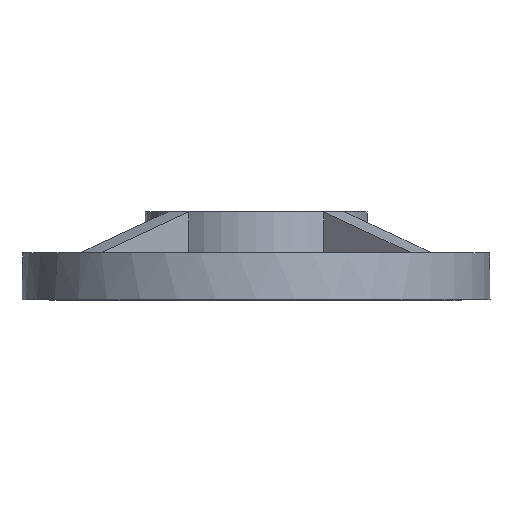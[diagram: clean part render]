
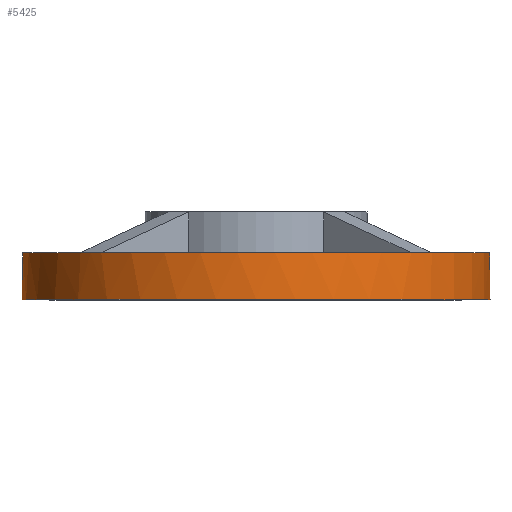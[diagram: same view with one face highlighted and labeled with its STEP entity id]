
A CAD part, top view. The second image highlights one B-rep face of the part: STEP entity #5425.
In plain terms, the highlighted cylindrical face has radius 40 mm (diameter 80 mm), a full revolution.
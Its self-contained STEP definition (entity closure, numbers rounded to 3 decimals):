
#100 = CIRCLE ( 'NONE', #11590, 40. ) ;
#220 = ORIENTED_EDGE ( 'NONE', *, *, #2755, .F. ) ;
#299 = CIRCLE ( 'NONE', #854, 40. ) ;
#854 = AXIS2_PLACEMENT_3D ( 'NONE', #8414, #2530, #9510 ) ;
#877 = VERTEX_POINT ( 'NONE', #3703 ) ;
#975 = CARTESIAN_POINT ( 'NONE',  ( 0., 8., 0. ) ) ;
#1010 = VERTEX_POINT ( 'NONE', #6023 ) ;
#1297 = CARTESIAN_POINT ( 'NONE',  ( 29.997, 8., -26.461 ) ) ;
#1462 = VERTEX_POINT ( 'NONE', #3976 ) ;
#1779 = EDGE_CURVE ( 'NONE', #1908, #1908, #299, .T. ) ;
#1881 = EDGE_CURVE ( 'NONE', #2505, #8396, #2156, .T. ) ;
#1908 = VERTEX_POINT ( 'NONE', #9143 ) ;
#2156 =( BOUNDED_CURVE ( )  B_SPLINE_CURVE ( 3, ( #2717, #3768, #3683, #2835 ),
 .UNSPECIFIED., .F., .T. ) 
 B_SPLINE_CURVE_WITH_KNOTS ( ( 4, 4 ),
 ( 3.079, 3.204 ),
 .UNSPECIFIED. ) 
 CURVE ( )  GEOMETRIC_REPRESENTATION_ITEM ( )  RATIONAL_B_SPLINE_CURVE ( ( 1., 0.999, 0.999, 1. ) ) 
 REPRESENTATION_ITEM ( '' )  );
#2331 = CARTESIAN_POINT ( 'NONE',  ( -26.461, 8., 29.997 ) ) ;
#2505 = VERTEX_POINT ( 'NONE', #7922 ) ;
#2530 = DIRECTION ( 'NONE',  ( 0., 1., 0. ) ) ;
#2534 = ORIENTED_EDGE ( 'NONE', *, *, #1881, .T. ) ;
#2717 = CARTESIAN_POINT ( 'NONE',  ( 29.997, 8., 26.461 ) ) ;
#2755 = EDGE_CURVE ( 'NONE', #2505, #6810, #10702, .T. ) ;
#2835 = CARTESIAN_POINT ( 'NONE',  ( 26.461, 8., 29.997 ) ) ;
#2977 = AXIS2_PLACEMENT_3D ( 'NONE', #975, #5722, #6765 ) ;
#3145 = AXIS2_PLACEMENT_3D ( 'NONE', #10557, #10464, #9385 ) ;
#3371 = CARTESIAN_POINT ( 'NONE',  ( -28.893, 8.028, 27.713 ) ) ;
#3372 = CARTESIAN_POINT ( 'NONE',  ( -29.997, 8., -26.461 ) ) ;
#3683 = CARTESIAN_POINT ( 'NONE',  ( 27.713, 8.028, 28.893 ) ) ;
#3703 = CARTESIAN_POINT ( 'NONE',  ( -26.461, 8., -29.997 ) ) ;
#3768 = CARTESIAN_POINT ( 'NONE',  ( 28.893, 8.028, 27.713 ) ) ;
#3976 = CARTESIAN_POINT ( 'NONE',  ( -29.997, 8., 26.461 ) ) ;
#4112 = EDGE_CURVE ( 'NONE', #1010, #6810, #12604, .T. ) ;
#4175 = CARTESIAN_POINT ( 'NONE',  ( -28.893, 8.028, -27.713 ) ) ;
#4224 = CARTESIAN_POINT ( 'NONE',  ( -27.713, 8.028, -28.893 ) ) ;
#4364 = EDGE_LOOP ( 'NONE', ( #8021, #4639, #9854, #6468, #4366, #5451, #220, #2534 ) ) ;
#4366 = ORIENTED_EDGE ( 'NONE', *, *, #7232, .F. ) ;
#4420 =( BOUNDED_CURVE ( )  B_SPLINE_CURVE ( 3, ( #3372, #4175, #4224, #11083 ),
 .UNSPECIFIED., .F., .T. ) 
 B_SPLINE_CURVE_WITH_KNOTS ( ( 4, 4 ),
 ( 3.079, 3.204 ),
 .UNSPECIFIED. ) 
 CURVE ( )  GEOMETRIC_REPRESENTATION_ITEM ( )  RATIONAL_B_SPLINE_CURVE ( ( 1., 0.999, 0.999, 1. ) ) 
 REPRESENTATION_ITEM ( '' )  );
#4639 = ORIENTED_EDGE ( 'NONE', *, *, #7504, .T. ) ;
#5299 = FACE_OUTER_BOUND ( 'NONE', #4364, .T. ) ;
#5363 =( BOUNDED_CURVE ( )  B_SPLINE_CURVE ( 3, ( #12141, #9292, #3371, #12100 ),
 .UNSPECIFIED., .F., .F. ) 
 B_SPLINE_CURVE_WITH_KNOTS ( ( 4, 4 ),
 ( 3.079, 3.204 ),
 .UNSPECIFIED. ) 
 CURVE ( )  GEOMETRIC_REPRESENTATION_ITEM ( )  RATIONAL_B_SPLINE_CURVE ( ( 1., 0.999, 0.999, 1. ) ) 
 REPRESENTATION_ITEM ( '' )  );
#5425 = ADVANCED_FACE ( 'NONE', ( #5299, #12679 ), #7489, .T. ) ;
#5451 = ORIENTED_EDGE ( 'NONE', *, *, #4112, .T. ) ;
#5456 = CARTESIAN_POINT ( 'NONE',  ( 0., 8., 0. ) ) ;
#5722 = DIRECTION ( 'NONE',  ( 0., -1., 0. ) ) ;
#5992 = AXIS2_PLACEMENT_3D ( 'NONE', #5456, #10351, #6357 ) ;
#6023 = CARTESIAN_POINT ( 'NONE',  ( 26.461, 8., -29.997 ) ) ;
#6125 = DIRECTION ( 'NONE',  ( 0., 1., 0. ) ) ;
#6356 = DIRECTION ( 'NONE',  ( 0., 0., 1. ) ) ;
#6357 = DIRECTION ( 'NONE',  ( 0., 0., 1. ) ) ;
#6468 = ORIENTED_EDGE ( 'NONE', *, *, #11245, .T. ) ;
#6552 = VERTEX_POINT ( 'NONE', #2331 ) ;
#6734 = EDGE_CURVE ( 'NONE', #6552, #8396, #100, .T. ) ;
#6765 = DIRECTION ( 'NONE',  ( 0., 0., -1. ) ) ;
#6810 = VERTEX_POINT ( 'NONE', #7916 ) ;
#7232 = EDGE_CURVE ( 'NONE', #1010, #877, #7914, .T. ) ;
#7271 = CIRCLE ( 'NONE', #5992, 40. ) ;
#7351 = DIRECTION ( 'NONE',  ( 0., 1., 0. ) ) ;
#7489 = CYLINDRICAL_SURFACE ( 'NONE', #2977, 40. ) ;
#7504 = EDGE_CURVE ( 'NONE', #6552, #1462, #5363, .T. ) ;
#7868 = CARTESIAN_POINT ( 'NONE',  ( 26.461, 8., 29.997 ) ) ;
#7914 = CIRCLE ( 'NONE', #3145, 40. ) ;
#7916 = CARTESIAN_POINT ( 'NONE',  ( 29.997, 8., -26.461 ) ) ;
#7922 = CARTESIAN_POINT ( 'NONE',  ( 29.997, 8., 26.461 ) ) ;
#7957 = CARTESIAN_POINT ( 'NONE',  ( 27.713, 8.028, -28.893 ) ) ;
#8009 = EDGE_CURVE ( 'NONE', #9907, #1462, #7271, .T. ) ;
#8021 = ORIENTED_EDGE ( 'NONE', *, *, #6734, .F. ) ;
#8348 = CARTESIAN_POINT ( 'NONE',  ( 0., 8., 0. ) ) ;
#8396 = VERTEX_POINT ( 'NONE', #7868 ) ;
#8414 = CARTESIAN_POINT ( 'NONE',  ( 0., 0., 0. ) ) ;
#8747 = CARTESIAN_POINT ( 'NONE',  ( -29.997, 8., -26.461 ) ) ;
#8970 = AXIS2_PLACEMENT_3D ( 'NONE', #11987, #6125, #10247 ) ;
#9143 = CARTESIAN_POINT ( 'NONE',  ( 0., 0., 40. ) ) ;
#9292 = CARTESIAN_POINT ( 'NONE',  ( -27.713, 8.028, 28.893 ) ) ;
#9385 = DIRECTION ( 'NONE',  ( 0., 0., 1. ) ) ;
#9510 = DIRECTION ( 'NONE',  ( 0., 0., 1. ) ) ;
#9733 = EDGE_LOOP ( 'NONE', ( #10171 ) ) ;
#9854 = ORIENTED_EDGE ( 'NONE', *, *, #8009, .F. ) ;
#9907 = VERTEX_POINT ( 'NONE', #8747 ) ;
#10171 = ORIENTED_EDGE ( 'NONE', *, *, #1779, .T. ) ;
#10247 = DIRECTION ( 'NONE',  ( 0., 0., 1. ) ) ;
#10351 = DIRECTION ( 'NONE',  ( 0., 1., 0. ) ) ;
#10464 = DIRECTION ( 'NONE',  ( 0., 1., 0. ) ) ;
#10557 = CARTESIAN_POINT ( 'NONE',  ( 0., 8., 0. ) ) ;
#10702 = CIRCLE ( 'NONE', #8970, 40. ) ;
#10989 = CARTESIAN_POINT ( 'NONE',  ( 28.893, 8.028, -27.713 ) ) ;
#11083 = CARTESIAN_POINT ( 'NONE',  ( -26.461, 8., -29.997 ) ) ;
#11245 = EDGE_CURVE ( 'NONE', #9907, #877, #4420, .T. ) ;
#11590 = AXIS2_PLACEMENT_3D ( 'NONE', #8348, #7351, #6356 ) ;
#11787 = CARTESIAN_POINT ( 'NONE',  ( 26.461, 8., -29.997 ) ) ;
#11987 = CARTESIAN_POINT ( 'NONE',  ( 0., 8., 0. ) ) ;
#12100 = CARTESIAN_POINT ( 'NONE',  ( -29.997, 8., 26.461 ) ) ;
#12141 = CARTESIAN_POINT ( 'NONE',  ( -26.461, 8., 29.997 ) ) ;
#12604 =( BOUNDED_CURVE ( )  B_SPLINE_CURVE ( 3, ( #11787, #7957, #10989, #1297 ),
 .UNSPECIFIED., .F., .T. ) 
 B_SPLINE_CURVE_WITH_KNOTS ( ( 4, 4 ),
 ( 3.079, 3.204 ),
 .UNSPECIFIED. ) 
 CURVE ( )  GEOMETRIC_REPRESENTATION_ITEM ( )  RATIONAL_B_SPLINE_CURVE ( ( 1., 0.999, 0.999, 1. ) ) 
 REPRESENTATION_ITEM ( '' )  );
#12679 = FACE_OUTER_BOUND ( 'NONE', #9733, .T. ) ;
